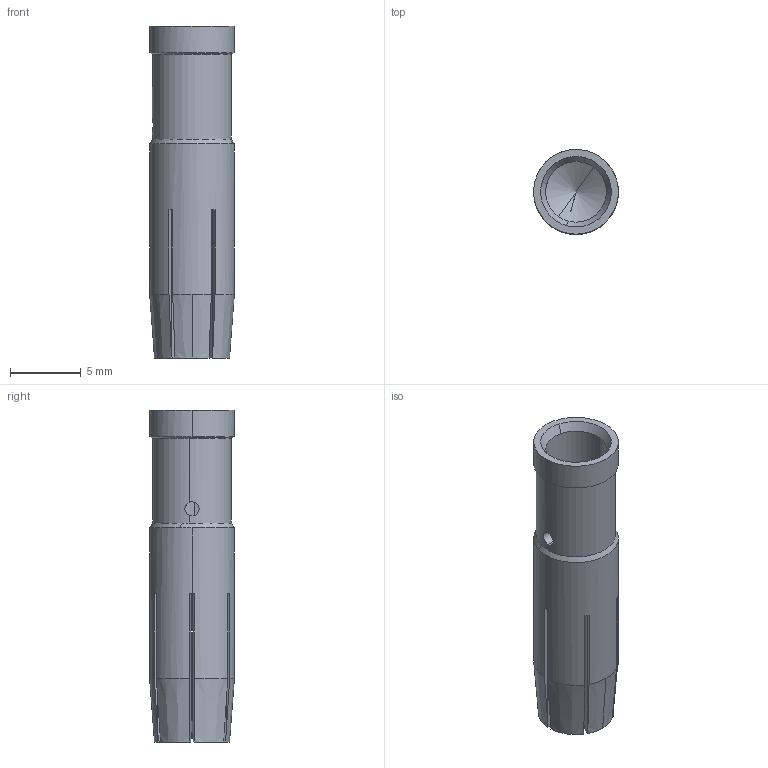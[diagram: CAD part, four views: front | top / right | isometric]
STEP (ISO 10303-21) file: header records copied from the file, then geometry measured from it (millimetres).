
FILE_DESCRIPTION(('CoCreate Modeling STEP Export'),'2;1');
FILE_NAME('CXFA_10.stp','2011-02-16T13:57:04',(''),(''),'CoCreate Modeling STEP processor for AP214 (Solid Model)','CoCreate Modeling 16.00A 16-Aug-2008 (C) Parametric Technology GmbH','');
FILE_SCHEMA(('AUTOMOTIVE_DESIGN { 1 0 10303 214 1 1 1 1 }'));
Length unit declared in the file: millimetre
Products named in the file (2): CXFA_10
Assembly tree (1 placements, depth 2):
  CXFA_10
    CXFA_10
Bounding box: 6 x 6 x 23.5 mm (x, y, z)
Volume: 324 mm3; surface area: 836.4 mm2
Topology: 1 solids, 1 shells, 97 faces, 285 edges, 185 vertices
Faces by surface type: plane 37, cone 34, cylinder 18, torus 8
Entity records: 4837 total; most frequent: CARTESIAN_POINT 1913, ORIENTED_EDGE 562, DIRECTION 382, EDGE_CURVE 281, VERTEX_POINT 185, AXIS2_PLACEMENT_3D 141, VECTOR 100, LINE 100
